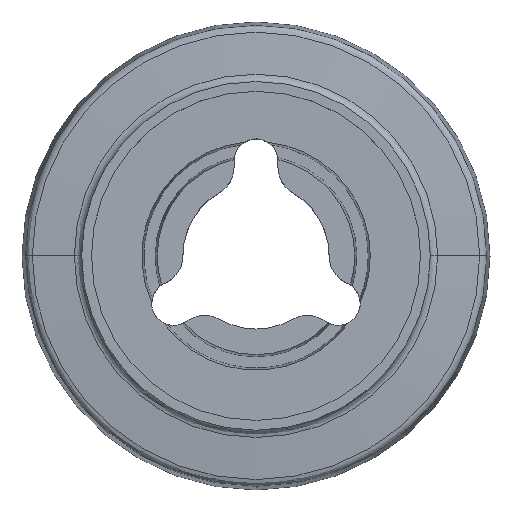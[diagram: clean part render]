
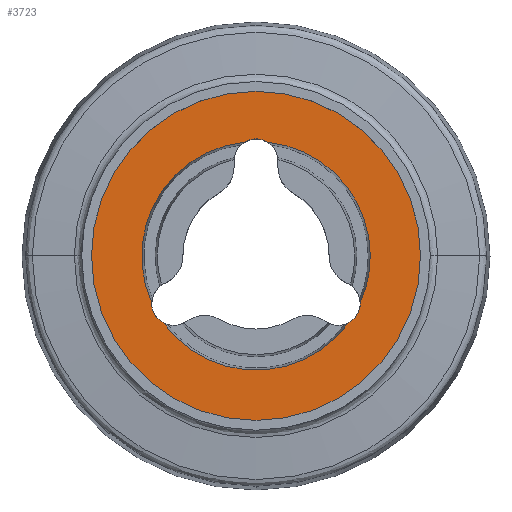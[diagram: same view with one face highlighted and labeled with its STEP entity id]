
A CAD part, top view. The second image highlights one B-rep face of the part: STEP entity #3723.
In plain terms, the highlighted planar face has unit normal (0, 0, 1).
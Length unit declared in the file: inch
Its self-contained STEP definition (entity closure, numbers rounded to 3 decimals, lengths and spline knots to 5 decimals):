
#35 = VERTEX_POINT ( 'NONE', #1229 ) ;
#91 = DIRECTION ( 'NONE',  ( 0., 0., 1. ) ) ;
#158 = AXIS2_PLACEMENT_3D ( 'NONE', #1560, #305, #2153 ) ;
#168 = EDGE_CURVE ( 'NONE', #3910, #3839, #2182, .T. ) ;
#197 = CARTESIAN_POINT ( 'NONE',  ( 0., 1., 0.4835 ) ) ;
#249 = ORIENTED_EDGE ( 'NONE', *, *, #380, .F. ) ;
#272 = ORIENTED_EDGE ( 'NONE', *, *, #1971, .F. ) ;
#296 = CARTESIAN_POINT ( 'NONE',  ( 0.97668, 0., 0.4835 ) ) ;
#305 = DIRECTION ( 'NONE',  ( 0., 0., 1. ) ) ;
#357 = DIRECTION ( 'NONE',  ( -1., 0., 0. ) ) ;
#380 = EDGE_CURVE ( 'NONE', #663, #401, #1734, .T. ) ;
#401 = VERTEX_POINT ( 'NONE', #3066 ) ;
#426 = CIRCLE ( 'NONE', #2610, 1.40625 ) ;
#514 = DIRECTION ( 'NONE',  ( -1., 0., 0. ) ) ;
#519 = VERTEX_POINT ( 'NONE', #2311 ) ;
#561 = CIRCLE ( 'NONE', #158, 0.97668 ) ;
#575 = DIRECTION ( 'NONE',  ( 0., 0., -1. ) ) ;
#663 = VERTEX_POINT ( 'NONE', #3686 ) ;
#696 = CARTESIAN_POINT ( 'NONE',  ( -0.09915, 0.97164, 0.4835 ) ) ;
#698 = DIRECTION ( 'NONE',  ( 0., 0., 1. ) ) ;
#831 = FACE_OUTER_BOUND ( 'NONE', #2513, .T. ) ;
#898 = AXIS2_PLACEMENT_3D ( 'NONE', #3432, #698, #3151 ) ;
#930 = DIRECTION ( 'NONE',  ( -1., 0., 0. ) ) ;
#980 = AXIS2_PLACEMENT_3D ( 'NONE', #3681, #3076, #2450 ) ;
#1065 = ORIENTED_EDGE ( 'NONE', *, *, #168, .F. ) ;
#1090 = EDGE_CURVE ( 'NONE', #1962, #3750, #3600, .T. ) ;
#1144 = EDGE_CURVE ( 'NONE', #3839, #1962, #1301, .T. ) ;
#1176 = ORIENTED_EDGE ( 'NONE', *, *, #2418, .F. ) ;
#1201 = FACE_BOUND ( 'NONE', #2696, .T. ) ;
#1208 = CARTESIAN_POINT ( 'NONE',  ( -0.70365, -0.40625, 0.4835 ) ) ;
#1229 = CARTESIAN_POINT ( 'NONE',  ( -1.40625, 0., 0.4835 ) ) ;
#1233 = AXIS2_PLACEMENT_3D ( 'NONE', #1208, #2131, #3615 ) ;
#1236 = CIRCLE ( 'NONE', #980, 0.1875 ) ;
#1244 = ORIENTED_EDGE ( 'NONE', *, *, #1090, .F. ) ;
#1251 = CARTESIAN_POINT ( 'NONE',  ( -0.89104, -0.39995, 0.4835 ) ) ;
#1276 = VERTEX_POINT ( 'NONE', #296 ) ;
#1301 = CIRCLE ( 'NONE', #2256, 0.97668 ) ;
#1323 = CARTESIAN_POINT ( 'NONE',  ( 0., 0., 0.4835 ) ) ;
#1459 = ORIENTED_EDGE ( 'NONE', *, *, #1144, .F. ) ;
#1461 = AXIS2_PLACEMENT_3D ( 'NONE', #3869, #2411, #3012 ) ;
#1528 = CARTESIAN_POINT ( 'NONE',  ( 0., 0., 0.4835 ) ) ;
#1560 = CARTESIAN_POINT ( 'NONE',  ( 0., 0., 0.4835 ) ) ;
#1575 = ORIENTED_EDGE ( 'NONE', *, *, #2490, .F. ) ;
#1715 = CARTESIAN_POINT ( 'NONE',  ( 0., 0., 0.4835 ) ) ;
#1734 = CIRCLE ( 'NONE', #1801, 0.1875 ) ;
#1770 = VERTEX_POINT ( 'NONE', #3080 ) ;
#1801 = AXIS2_PLACEMENT_3D ( 'NONE', #3648, #1840, #2118 ) ;
#1840 = DIRECTION ( 'NONE',  ( 0., 0., 1. ) ) ;
#1853 = CIRCLE ( 'NONE', #2486, 1.40625 ) ;
#1882 = CARTESIAN_POINT ( 'NONE',  ( 0.09915, 0.97164, 0.4835 ) ) ;
#1913 = ORIENTED_EDGE ( 'NONE', *, *, #2930, .F. ) ;
#1917 = DIRECTION ( 'NONE',  ( -1., 0., 0. ) ) ;
#1962 = VERTEX_POINT ( 'NONE', #1251 ) ;
#1971 = EDGE_CURVE ( 'NONE', #2469, #3910, #1236, .T. ) ;
#2058 = DIRECTION ( 'NONE',  ( 0., 0., -1. ) ) ;
#2080 = PLANE ( 'NONE',  #3659 ) ;
#2118 = DIRECTION ( 'NONE',  ( 1., 0., 0. ) ) ;
#2131 = DIRECTION ( 'NONE',  ( 0., 0., 1. ) ) ;
#2153 = DIRECTION ( 'NONE',  ( -1., 0., 0. ) ) ;
#2182 = CIRCLE ( 'NONE', #898, 0.1875 ) ;
#2256 = AXIS2_PLACEMENT_3D ( 'NONE', #1528, #2451, #930 ) ;
#2271 = EDGE_CURVE ( 'NONE', #519, #35, #426, .T. ) ;
#2311 = CARTESIAN_POINT ( 'NONE',  ( 1.40625, 0., 0.4835 ) ) ;
#2337 = CARTESIAN_POINT ( 'NONE',  ( -0.89115, -0.40625, 0.4835 ) ) ;
#2355 = CIRCLE ( 'NONE', #3826, 0.97668 ) ;
#2411 = DIRECTION ( 'NONE',  ( 0., 0., 1. ) ) ;
#2418 = EDGE_CURVE ( 'NONE', #35, #519, #1853, .T. ) ;
#2450 = DIRECTION ( 'NONE',  ( 1., 0., 0. ) ) ;
#2451 = DIRECTION ( 'NONE',  ( 0., 0., 1. ) ) ;
#2452 = ORIENTED_EDGE ( 'NONE', *, *, #2810, .F. ) ;
#2469 = VERTEX_POINT ( 'NONE', #1882 ) ;
#2486 = AXIS2_PLACEMENT_3D ( 'NONE', #3045, #3957, #1917 ) ;
#2490 = EDGE_CURVE ( 'NONE', #1770, #663, #561, .T. ) ;
#2513 = EDGE_LOOP ( 'NONE', ( #1176, #3657 ) ) ;
#2610 = AXIS2_PLACEMENT_3D ( 'NONE', #3001, #575, #514 ) ;
#2696 = EDGE_LOOP ( 'NONE', ( #249, #1575, #2452, #1244, #1459, #1065, #272, #2848, #1913 ) ) ;
#2806 = DIRECTION ( 'NONE',  ( -1., 0., 0. ) ) ;
#2810 = EDGE_CURVE ( 'NONE', #3750, #1770, #2934, .T. ) ;
#2848 = ORIENTED_EDGE ( 'NONE', *, *, #3038, .F. ) ;
#2930 = EDGE_CURVE ( 'NONE', #401, #1276, #2355, .T. ) ;
#2934 = CIRCLE ( 'NONE', #1461, 0.1875 ) ;
#3001 = CARTESIAN_POINT ( 'NONE',  ( 0., 0., 0.4835 ) ) ;
#3012 = DIRECTION ( 'NONE',  ( 1., 0., 0. ) ) ;
#3038 = EDGE_CURVE ( 'NONE', #1276, #2469, #3647, .T. ) ;
#3045 = CARTESIAN_POINT ( 'NONE',  ( 0., 0., 0.4835 ) ) ;
#3066 = CARTESIAN_POINT ( 'NONE',  ( 0.89104, -0.39995, 0.4835 ) ) ;
#3076 = DIRECTION ( 'NONE',  ( 0., 0., 1. ) ) ;
#3080 = CARTESIAN_POINT ( 'NONE',  ( -0.79189, -0.57169, 0.4835 ) ) ;
#3131 = CARTESIAN_POINT ( 'NONE',  ( 0., 0., 0.4835 ) ) ;
#3151 = DIRECTION ( 'NONE',  ( 1., 0., 0. ) ) ;
#3261 = AXIS2_PLACEMENT_3D ( 'NONE', #3131, #91, #357 ) ;
#3292 = DIRECTION ( 'NONE',  ( -1., 0., 0. ) ) ;
#3418 = DIRECTION ( 'NONE',  ( 0., 0., 1. ) ) ;
#3432 = CARTESIAN_POINT ( 'NONE',  ( 0., 0.8125, 0.4835 ) ) ;
#3600 = CIRCLE ( 'NONE', #1233, 0.1875 ) ;
#3615 = DIRECTION ( 'NONE',  ( 1., 0., 0. ) ) ;
#3647 = CIRCLE ( 'NONE', #3261, 0.97668 ) ;
#3648 = CARTESIAN_POINT ( 'NONE',  ( 0.70365, -0.40625, 0.4835 ) ) ;
#3657 = ORIENTED_EDGE ( 'NONE', *, *, #2271, .F. ) ;
#3659 = AXIS2_PLACEMENT_3D ( 'NONE', #1715, #2058, #3292 ) ;
#3681 = CARTESIAN_POINT ( 'NONE',  ( 0., 0.8125, 0.4835 ) ) ;
#3686 = CARTESIAN_POINT ( 'NONE',  ( 0.79189, -0.57169, 0.4835 ) ) ;
#3723 = ADVANCED_FACE ( 'NONE', ( #1201, #831 ), #2080, .F. ) ;
#3750 = VERTEX_POINT ( 'NONE', #2337 ) ;
#3826 = AXIS2_PLACEMENT_3D ( 'NONE', #1323, #3418, #2806 ) ;
#3839 = VERTEX_POINT ( 'NONE', #696 ) ;
#3869 = CARTESIAN_POINT ( 'NONE',  ( -0.70365, -0.40625, 0.4835 ) ) ;
#3910 = VERTEX_POINT ( 'NONE', #197 ) ;
#3957 = DIRECTION ( 'NONE',  ( 0., 0., -1. ) ) ;
